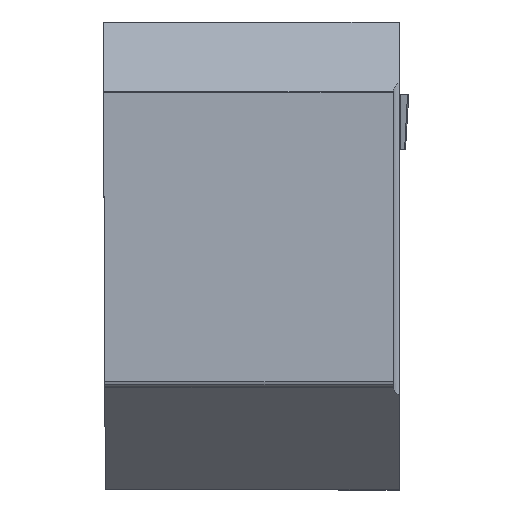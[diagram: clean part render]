
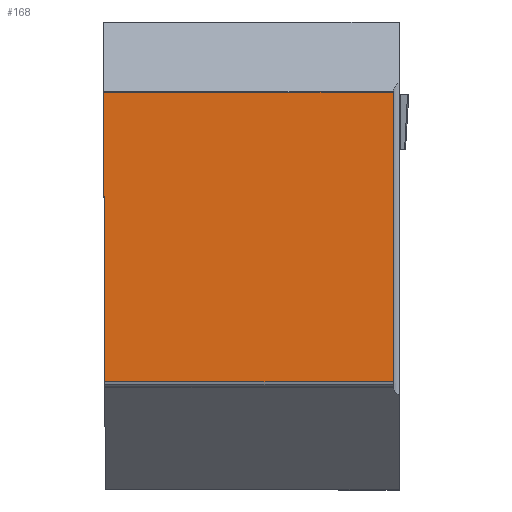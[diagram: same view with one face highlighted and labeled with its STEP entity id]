
A CAD part, top view. The second image highlights one B-rep face of the part: STEP entity #168.
In plain terms, the highlighted planar face has unit normal (0, 0, 1).
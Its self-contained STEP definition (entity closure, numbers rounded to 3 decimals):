
#168=ADVANCED_FACE('',(#248),#218,.T.);
#218=PLANE('',#1100);
#248=FACE_OUTER_BOUND('',#298,.T.);
#298=EDGE_LOOP('',(#348,#349,#350,#351));
#348=ORIENTED_EDGE('',*,*,#716,.T.);
#349=ORIENTED_EDGE('',*,*,#717,.T.);
#350=ORIENTED_EDGE('',*,*,#718,.F.);
#351=ORIENTED_EDGE('',*,*,#719,.F.);
#624=VERTEX_POINT('',#1418);
#625=VERTEX_POINT('',#1419);
#626=VERTEX_POINT('',#1421);
#627=VERTEX_POINT('',#1423);
#716=EDGE_CURVE('',#624,#625,#854,.T.);
#717=EDGE_CURVE('',#625,#626,#855,.T.);
#718=EDGE_CURVE('',#627,#626,#856,.T.);
#719=EDGE_CURVE('',#624,#627,#857,.T.);
#854=LINE('',#1417,#945);
#855=LINE('',#1420,#946);
#856=LINE('',#1422,#947);
#857=LINE('',#1424,#948);
#945=VECTOR('',#1177,1.);
#946=VECTOR('',#1178,1.);
#947=VECTOR('',#1179,1.);
#948=VECTOR('',#1180,1.);
#1100=AXIS2_PLACEMENT_3D('',#1425,#1181,#1182);
#1177=DIRECTION('',(-1.,0.,0.));
#1178=DIRECTION('',(0.004,-1.,0.));
#1179=DIRECTION('',(-1.,0.,0.));
#1180=DIRECTION('',(0.,-1.,0.));
#1181=DIRECTION('',(0.,0.,1.));
#1182=DIRECTION('',(1.,0.,0.));
#1417=CARTESIAN_POINT('',(139.85,39.85,0.));
#1418=CARTESIAN_POINT('',(39.85,39.85,0.));
#1419=CARTESIAN_POINT('',(0.,39.85,0.));
#1420=CARTESIAN_POINT('',(-0.262,99.825,0.));
#1421=CARTESIAN_POINT('',(0.174,0.,0.));
#1422=CARTESIAN_POINT('',(139.85,0.,0.));
#1423=CARTESIAN_POINT('',(39.85,0.,0.));
#1424=CARTESIAN_POINT('',(39.85,100.,0.));
#1425=CARTESIAN_POINT('',(39.85,100.,0.));
